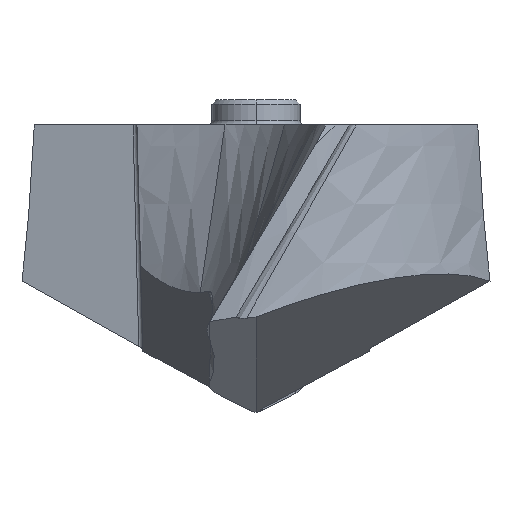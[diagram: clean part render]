
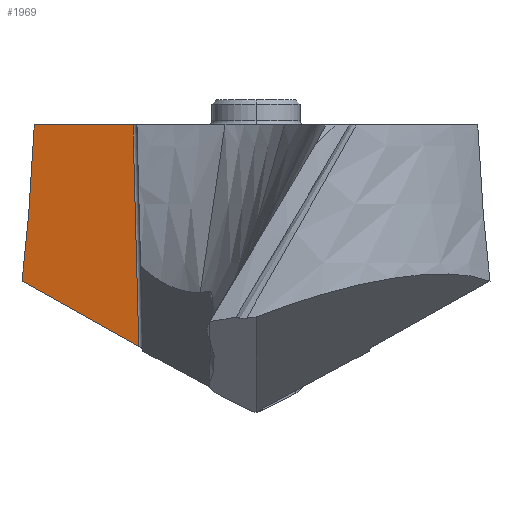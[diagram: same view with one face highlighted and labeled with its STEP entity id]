
A CAD part, left-side view. The second image highlights one B-rep face of the part: STEP entity #1969.
In plain terms, the highlighted planar face has unit normal (-0.925, 0.337, 0.174).
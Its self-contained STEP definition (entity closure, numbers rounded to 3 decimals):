
#207=DIRECTION('',(0.342,0.94,0.));
#208=VECTOR('',#207,3.552);
#209=CARTESIAN_POINT('',(3.376,4.159,0.));
#210=LINE('',#209,#208);
#459=DIRECTION('',(-0.379,-0.808,-0.451));
#460=VECTOR('',#459,4.885);
#461=CARTESIAN_POINT('',(3.751,7.911,-5.279));
#462=LINE('',#461,#460);
#467=CARTESIAN_POINT('',(4.591,7.497,0.));
#468=CARTESIAN_POINT('',(4.522,7.518,-0.411));
#469=CARTESIAN_POINT('',(4.392,7.559,-1.184));
#470=CARTESIAN_POINT('',(4.225,7.622,-2.194));
#471=CARTESIAN_POINT('',(4.084,7.687,-3.069));
#472=CARTESIAN_POINT('',(3.961,7.756,-3.858));
#473=CARTESIAN_POINT('',(3.851,7.83,-4.589));
#474=CARTESIAN_POINT('',(3.783,7.883,-5.054));
#475=CARTESIAN_POINT('',(3.751,7.911,-5.279));
#477=CARTESIAN_POINT('',(3.751,7.911,-5.279));
#503=CARTESIAN_POINT('',(3.376,4.159,0.));
#519=DIRECTION('',(0.193,0.026,0.981));
#520=VECTOR('',#519,7.629);
#521=CARTESIAN_POINT('',(1.901,3.963,-7.482));
#522=LINE('',#521,#520);
#1075=VERTEX_POINT('',#503);
#1076=CARTESIAN_POINT('',(4.591,7.497,0.));
#1077=VERTEX_POINT('',#1076);
#1115=VERTEX_POINT('',#477);
#1116=CARTESIAN_POINT('',(1.901,3.963,-7.482));
#1117=VERTEX_POINT('',#1116);
#1957=CARTESIAN_POINT('',(-0.42,3.527,
-19.005));
#1958=DIRECTION('',(0.925,-0.337,-0.174));
#1959=DIRECTION('',(0.326,0.941,-0.089));
#1960=AXIS2_PLACEMENT_3D('',#1957,#1958,#1959);
#1961=PLANE('',#1960);
#1962=ORIENTED_EDGE('',*,*,#1432,.F.);
#1964=ORIENTED_EDGE('',*,*,#1963,.F.);
#1965=ORIENTED_EDGE('',*,*,#1850,.F.);
#1966=ORIENTED_EDGE('',*,*,#1942,.F.);
#1967=EDGE_LOOP('',(#1962,#1964,#1965,#1966));
#1968=FACE_OUTER_BOUND('',#1967,.F.);
#476=B_SPLINE_CURVE_WITH_KNOTS('',3,(#467,#468,#469,#470,#471,#472,#473,#474,
#475),.UNSPECIFIED.,.F.,.F.,(4,1,1,1,1,1,4),(0.,0.167,
0.333,0.5,0.667,0.833,1.),
.UNSPECIFIED.);
#1432=EDGE_CURVE('',#1075,#1077,#210,.T.);
#1850=EDGE_CURVE('',#1115,#1117,#462,.T.);
#1942=EDGE_CURVE('',#1077,#1115,#476,.T.);
#1963=EDGE_CURVE('',#1117,#1075,#522,.T.);
#1969=ADVANCED_FACE('',(#1968),#1961,.F.);
